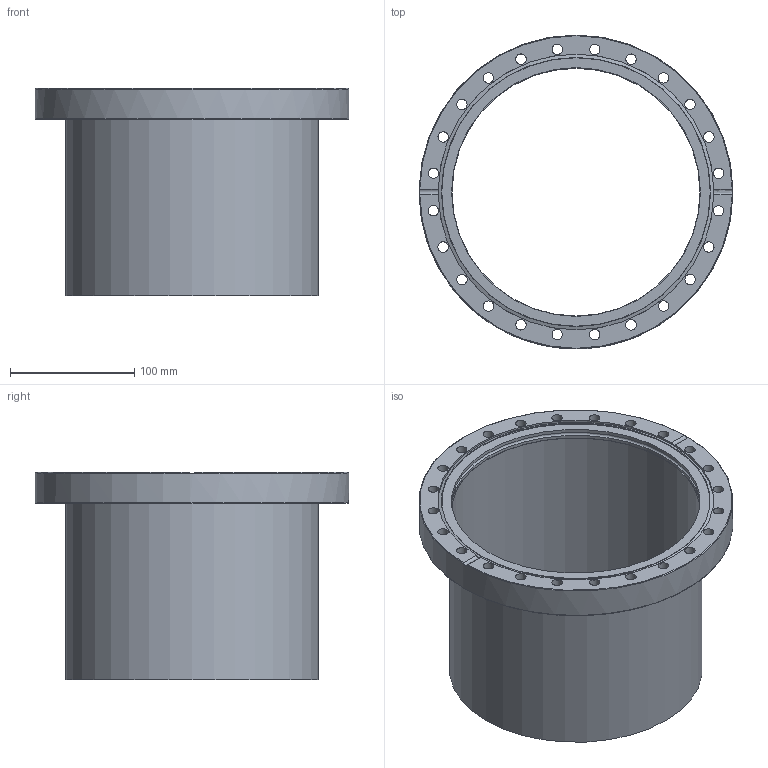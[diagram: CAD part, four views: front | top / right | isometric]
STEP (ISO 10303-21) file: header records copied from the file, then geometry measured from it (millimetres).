
FILE_DESCRIPTION((''),'2;1');
FILE_NAME('TU200-316LNS.stp','2009-04-03T10:41:03',('hasers'),(''),'Autodesk Inventor 2008','Autodesk Inventor 2008','');
FILE_SCHEMA(('AUTOMOTIVE_DESIGN { 1 0 10303 214 1 1 1 1 }'));
Length unit declared in the file: millimetre
Products named in the file (3): TU200-316LNS; CF-07 [Keywords [Summary]=1.4429][Company [Summary]=Vacom][Title [Summary]=F200B204]; Rohre [Subject [Summary]=normal][Keywords [Summary]=1.4404][Title [Summary]=204x2,0 (0,5m)]_1
Assembly tree (2 placements, depth 2):
  TU200-316LNS
    CF-07 [Keywords [Summary]=1.4429][Company [Summary]=Vacom][Title [Summary]=F200B204]
    Rohre [Subject [Summary]=normal][Keywords [Summary]=1.4404][Title [Summary]=204x2,0 (0,5m)]_1
Bounding box: 253 x 253 x 167 mm (x, y, z)
Volume: 603493.6 mm3; surface area: 290208.7 mm2
Topology: 2 solids, 2 shells, 47 faces, 144 edges, 102 vertices
Faces by surface type: bspline 25, cylinder 8, plane 7, torus 5, cone 2
Full cylindrical faces by diameter (mm): 200 x1, 200.5 x2, 204 x1, 204.5 x1, 222.3 x1, 253 x1
Entity records: 1873 total; most frequent: CARTESIAN_POINT 748, DIRECTION 198, ORIENTED_EDGE 164, EDGE_LOOP 136, AXIS2_PLACEMENT_3D 97, FACE_BOUND 89, EDGE_CURVE 82, VERTEX_POINT 76
